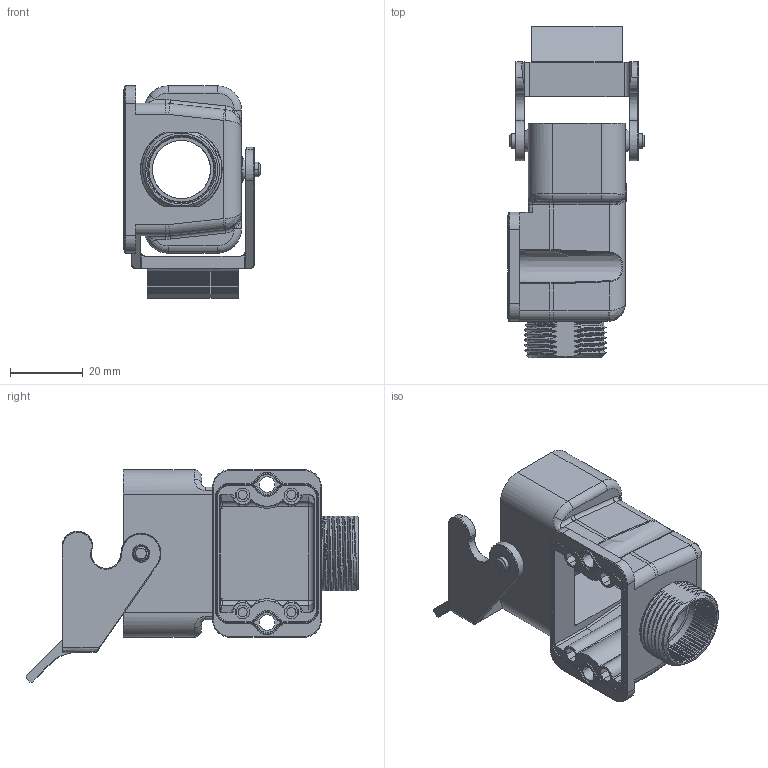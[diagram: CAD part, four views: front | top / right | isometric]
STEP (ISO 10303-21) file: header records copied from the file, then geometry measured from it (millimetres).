
FILE_DESCRIPTION(/* description */ (''),/* implementation_level */ '2;1');
FILE_NAME(/* name */ '3D_1300082271010_HC.P-SF-1L-PG16_V1.1.stp',/* time_stamp */ '2023-12-04T17:50:29+08:00',/* author */ (''),/* organization */ (''),/* preprocessor_version */ 'ST-DEVELOPER v18.1',/* originating_system */ 'SIEMENS PLM Software NX 1980',/* authorisation */ '');
FILE_SCHEMA (('AUTOMOTIVE_DESIGN { 1 0 10303 214 3 1 1 1 }'));
Length unit declared in the file: millimetre
Products named in the file (1): 139127CC892D4oxo
Bounding box: 37.45 x 91.25 x 58.37 mm (x, y, z)
Volume: 18375.4 mm3; surface area: 23734.2 mm2
Topology: 1 solids, 145 shells, 995 faces, 3030 edges, 2219 vertices
Faces by surface type: plane 557, cylinder 184, bspline 97, torus 76, cone 72, revolution 4, extrusion 3, sphere 2
Entity records: 42337 total; most frequent: CARTESIAN_POINT 16345, ORIENTED_EDGE 5320, DIRECTION 4220, EDGE_CURVE 3028, VERTEX_POINT 2219, AXIS2_PLACEMENT_3D 1407, VECTOR 1402, LINE 1399
